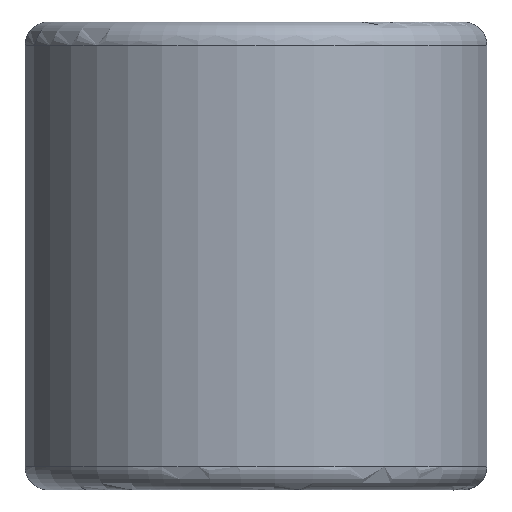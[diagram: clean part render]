
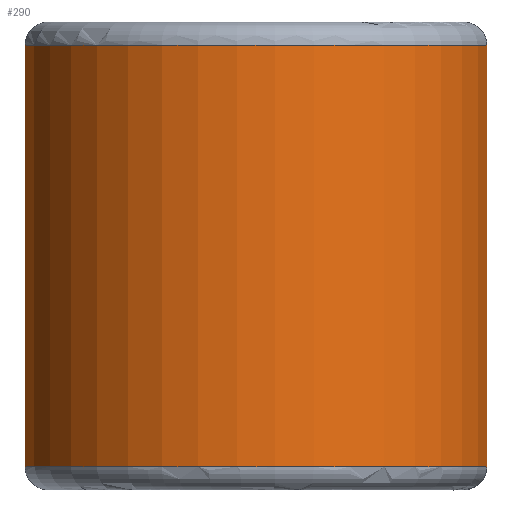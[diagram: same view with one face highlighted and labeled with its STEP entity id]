
A CAD part, left-side view. The second image highlights one B-rep face of the part: STEP entity #290.
In plain terms, the highlighted cylindrical face has radius 5 mm (diameter 10 mm), a partial arc.
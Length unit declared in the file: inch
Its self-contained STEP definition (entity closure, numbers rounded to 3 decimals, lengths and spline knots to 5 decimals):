
#52=FACE_OUTER_BOUND('',#69,.T.);
#69=EDGE_LOOP('',(#217,#218,#219,#220));
#89=LINE('',#470,#100);
#90=LINE('',#474,#101);
#100=VECTOR('',#393,39.37008);
#101=VECTOR('',#396,39.37008);
#116=CIRCLE('',#338,0.19685);
#117=CIRCLE('',#339,0.19685);
#134=VERTEX_POINT('',#468);
#135=VERTEX_POINT('',#469);
#136=VERTEX_POINT('',#471);
#137=VERTEX_POINT('',#473);
#166=EDGE_CURVE('',#134,#135,#89,.T.);
#167=EDGE_CURVE('',#134,#136,#116,.T.);
#168=EDGE_CURVE('',#137,#136,#90,.T.);
#169=EDGE_CURVE('',#137,#135,#117,.T.);
#217=ORIENTED_EDGE('',*,*,#166,.F.);
#218=ORIENTED_EDGE('',*,*,#167,.T.);
#219=ORIENTED_EDGE('',*,*,#168,.F.);
#220=ORIENTED_EDGE('',*,*,#169,.T.);
#285=CYLINDRICAL_SURFACE('',#337,0.19685);
#290=ADVANCED_FACE('',(#52),#285,.T.);
#337=AXIS2_PLACEMENT_3D('',#467,#391,#392);
#338=AXIS2_PLACEMENT_3D('',#472,#394,#395);
#339=AXIS2_PLACEMENT_3D('',#475,#397,#398);
#391=DIRECTION('center_axis',(0.,0.,1.));
#392=DIRECTION('ref_axis',(-1.,0.,0.));
#393=DIRECTION('',(0.,0.,-1.));
#394=DIRECTION('center_axis',(0.,0.,-1.));
#395=DIRECTION('ref_axis',(1.,0.008,0.));
#396=DIRECTION('',(0.,0.,1.));
#397=DIRECTION('center_axis',(0.,0.,1.));
#398=DIRECTION('ref_axis',(1.,-0.005,0.));
#467=CARTESIAN_POINT('Origin',(0.,0.,0.));
#468=CARTESIAN_POINT('',(-0.0315,-0.19431,-0.01969));
#469=CARTESIAN_POINT('',(-0.0315,-0.19431,-0.37402));
#470=CARTESIAN_POINT('',(-0.0315,-0.19431,-0.3937));
#471=CARTESIAN_POINT('',(-0.0315,0.19431,-0.01969));
#472=CARTESIAN_POINT('Origin',(0.,0.,-0.01969));
#473=CARTESIAN_POINT('',(-0.0315,0.19431,-0.37402));
#474=CARTESIAN_POINT('',(-0.0315,0.19431,-0.3937));
#475=CARTESIAN_POINT('Origin',(0.,0.,-0.37402));
